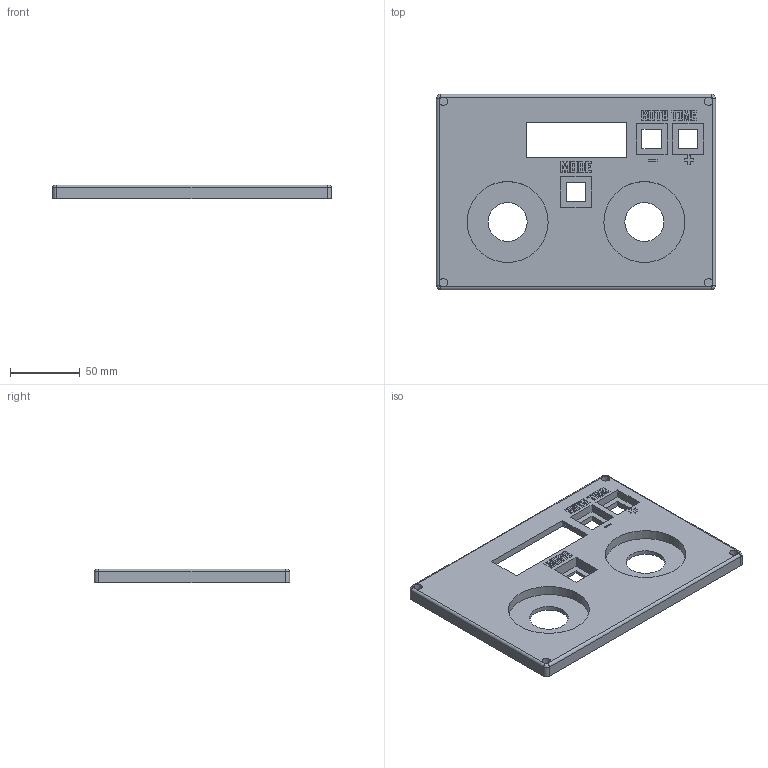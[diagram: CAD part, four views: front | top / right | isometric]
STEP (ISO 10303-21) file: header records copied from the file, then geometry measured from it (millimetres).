
FILE_DESCRIPTION(/* description */ (''),/* implementation_level */ '2;1');
FILE_NAME(/* name */ 'KOTHTimerTopFrame v6.step',/* time_stamp */ '2024-07-28T17:36:16-04:00',/* author */ (''),/* organization */ (''),/* preprocessor_version */ 'ST-DEVELOPER v20',/* originating_system */ 'Autodesk Translation Framework v13.14.0.145',/* authorisation */ '');
FILE_SCHEMA (('AUTOMOTIVE_DESIGN { 1 0 10303 214 3 1 1 }'));
Length unit declared in the file: millimetre
Products named in the file (2): KOTHTimerTopFrame; screentest v9
Assembly tree (1 placements, depth 2):
  KOTHTimerTopFrame
    screentest v9
Bounding box: 200 x 140 x 10 mm (x, y, z)
Volume: 199675.9 mm3; surface area: 63546.9 mm2
Topology: 1 solids, 1 shells, 261 faces, 676 edges, 448 vertices
Faces by surface type: plane 231, cylinder 26, bspline 4
Full cylindrical faces by diameter (mm): 3.3 x6, 4.6 x4, 6.1 x4, 28 x2, 58 x2
Entity records: 7963 total; most frequent: CARTESIAN_POINT 1462, ORIENTED_EDGE 1352, DIRECTION 1248, EDGE_CURVE 676, LINE 604, VECTOR 604, VERTEX_POINT 448, AXIS2_PLACEMENT_3D 322
